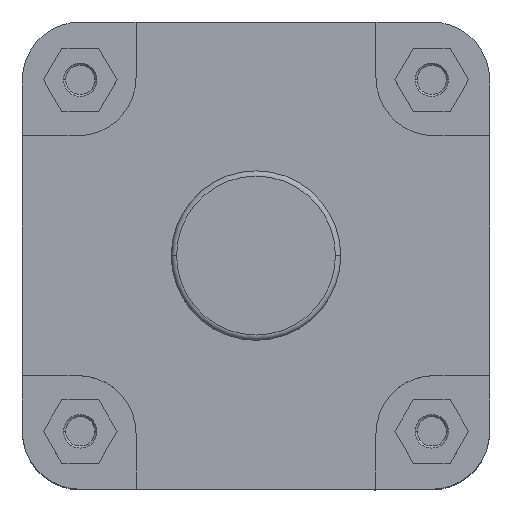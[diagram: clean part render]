
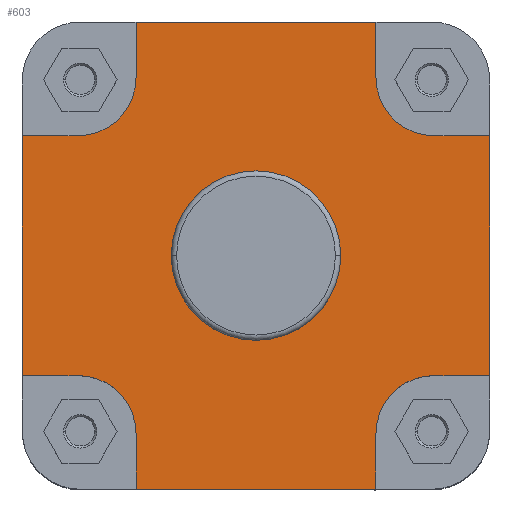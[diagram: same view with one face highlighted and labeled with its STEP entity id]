
A CAD part, top view. The second image highlights one B-rep face of the part: STEP entity #603.
In plain terms, the highlighted planar face has unit normal (0, 0, 1).
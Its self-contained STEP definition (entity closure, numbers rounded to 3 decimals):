
#164 = EDGE_LOOP ( 'NONE', ( #3259, #3272, #3268, #3233, #3228, #3260, #3337, #3224, #3229, #3251, #3292, #3275, #3335, #3322, #3269, #3267 ) ) ;
#169 = EDGE_LOOP ( 'NONE', ( #3297, #3319 ) ) ;
#603 = ADVANCED_FACE ( 'NONE', ( #7001, #7000 ), #2088, .F. ) ;
#859 = CARTESIAN_POINT ( 'NONE',  ( -83.75, 83.75, -65.368 ) ) ;
#864 = CARTESIAN_POINT ( 'NONE',  ( -83.75, 56.5, -65.368 ) ) ;
#865 = DIRECTION ( 'NONE',  ( 1., 0., 0. ) ) ;
#866 = DIRECTION ( 'NONE',  ( 0., 0., 1. ) ) ;
#867 = DIRECTION ( 'NONE',  ( -1., 0., 0. ) ) ;
#868 = CARTESIAN_POINT ( 'NONE',  ( -56.5, 110., -65.368 ) ) ;
#869 = DIRECTION ( 'NONE',  ( 0., 1., 0. ) ) ;
#870 = CARTESIAN_POINT ( 'NONE',  ( 0., 110., -65.368 ) ) ;
#871 = DIRECTION ( 'NONE',  ( 1., 0., 0. ) ) ;
#872 = CARTESIAN_POINT ( 'NONE',  ( 56.5, 83.75, -65.368 ) ) ;
#873 = DIRECTION ( 'NONE',  ( 0., -1., 0. ) ) ;
#874 = CARTESIAN_POINT ( 'NONE',  ( 83.75, 83.75, -65.368 ) ) ;
#875 = DIRECTION ( 'NONE',  ( 0., 0., 1. ) ) ;
#876 = DIRECTION ( 'NONE',  ( -1., 0., 0. ) ) ;
#877 = CARTESIAN_POINT ( 'NONE',  ( 110., 56.5, -65.368 ) ) ;
#878 = DIRECTION ( 'NONE',  ( 1., 0., 0. ) ) ;
#881 = CARTESIAN_POINT ( 'NONE',  ( 110., -242.141, -65.368 ) ) ;
#882 = DIRECTION ( 'NONE',  ( 0., -1., 0. ) ) ;
#883 = CARTESIAN_POINT ( 'NONE',  ( 56.5, -110., -65.368 ) ) ;
#884 = CARTESIAN_POINT ( 'NONE',  ( 83.75, -56.5, -65.368 ) ) ;
#885 = DIRECTION ( 'NONE',  ( -1., 0., 0. ) ) ;
#886 = CARTESIAN_POINT ( 'NONE',  ( 83.75, -83.75, -65.368 ) ) ;
#887 = DIRECTION ( 'NONE',  ( 0., 0., 1. ) ) ;
#888 = DIRECTION ( 'NONE',  ( -1., 0., 0. ) ) ;
#889 = DIRECTION ( 'NONE',  ( 0., -1., 0. ) ) ;
#890 = CARTESIAN_POINT ( 'NONE',  ( 0., 0., -65.368 ) ) ;
#891 = CARTESIAN_POINT ( 'NONE',  ( 0., -110., -65.368 ) ) ;
#892 = DIRECTION ( 'NONE',  ( 1., 0., 0. ) ) ;
#893 = CARTESIAN_POINT ( 'NONE',  ( -83.75, -83.75, -65.368 ) ) ;
#895 = DIRECTION ( 'NONE',  ( 0., 0., 1. ) ) ;
#896 = DIRECTION ( 'NONE',  ( -1., 0., 0. ) ) ;
#897 = CARTESIAN_POINT ( 'NONE',  ( -110., -242.141, -65.368 ) ) ;
#898 = DIRECTION ( 'NONE',  ( 0., -1., 0. ) ) ;
#899 = CARTESIAN_POINT ( 'NONE',  ( -110., -56.5, -65.368 ) ) ;
#900 = DIRECTION ( 'NONE',  ( -1., 0., 0. ) ) ;
#902 = DIRECTION ( 'NONE',  ( 0., 0., 1. ) ) ;
#903 = DIRECTION ( 'NONE',  ( 1., 0., 0. ) ) ;
#904 = CARTESIAN_POINT ( 'NONE',  ( -56.5, -83.75, -65.368 ) ) ;
#905 = DIRECTION ( 'NONE',  ( 0., 1., 0. ) ) ;
#1027 = CARTESIAN_POINT ( 'NONE',  ( 0., 0., -65.368 ) ) ;
#1032 = DIRECTION ( 'NONE',  ( 0., 0., 1. ) ) ;
#1033 = DIRECTION ( 'NONE',  ( 1., 0., 0. ) ) ;
#1934 = VERTEX_POINT ( 'NONE', #5318 ) ;
#2011 = VERTEX_POINT ( 'NONE', #5214 ) ;
#2040 = DIRECTION ( 'NONE',  ( -1., 0., 0. ) ) ;
#2088 = PLANE ( 'NONE',  #4097 ) ;
#2102 = CARTESIAN_POINT ( 'NONE',  ( 0., 39.9, -65.368 ) ) ;
#2117 = DIRECTION ( 'NONE',  ( 0., 0., -1. ) ) ;
#2160 = VERTEX_POINT ( 'NONE', #5770 ) ;
#2179 = VERTEX_POINT ( 'NONE', #5251 ) ;
#2660 = VERTEX_POINT ( 'NONE', #5300 ) ;
#2687 = VERTEX_POINT ( 'NONE', #5233 ) ;
#2689 = VERTEX_POINT ( 'NONE', #5269 ) ;
#2851 = VERTEX_POINT ( 'NONE', #5752 ) ;
#2853 = VERTEX_POINT ( 'NONE', #5680 ) ;
#2870 = VERTEX_POINT ( 'NONE', #5610 ) ;
#2884 = VERTEX_POINT ( 'NONE', #5579 ) ;
#2886 = VERTEX_POINT ( 'NONE', #5586 ) ;
#2903 = VERTEX_POINT ( 'NONE', #5596 ) ;
#2933 = VERTEX_POINT ( 'NONE', #5517 ) ;
#2941 = VERTEX_POINT ( 'NONE', #5516 ) ;
#2948 = VERTEX_POINT ( 'NONE', #5582 ) ;
#2950 = VERTEX_POINT ( 'NONE', #5571 ) ;
#3072 = VERTEX_POINT ( 'NONE', #5758 ) ;
#3224 = ORIENTED_EDGE ( 'NONE', *, *, #3556, .F. ) ;
#3228 = ORIENTED_EDGE ( 'NONE', *, *, #3559, .T. ) ;
#3229 = ORIENTED_EDGE ( 'NONE', *, *, #3555, .F. ) ;
#3233 = ORIENTED_EDGE ( 'NONE', *, *, #3564, .F. ) ;
#3251 = ORIENTED_EDGE ( 'NONE', *, *, #3553, .F. ) ;
#3259 = ORIENTED_EDGE ( 'NONE', *, *, #3561, .T. ) ;
#3260 = ORIENTED_EDGE ( 'NONE', *, *, #3558, .F. ) ;
#3267 = ORIENTED_EDGE ( 'NONE', *, *, #3547, .F. ) ;
#3268 = ORIENTED_EDGE ( 'NONE', *, *, #3560, .F. ) ;
#3269 = ORIENTED_EDGE ( 'NONE', *, *, #3548, .F. ) ;
#3272 = ORIENTED_EDGE ( 'NONE', *, *, #3562, .F. ) ;
#3275 = ORIENTED_EDGE ( 'NONE', *, *, #3551, .F. ) ;
#3292 = ORIENTED_EDGE ( 'NONE', *, *, #3552, .F. ) ;
#3297 = ORIENTED_EDGE ( 'NONE', *, *, #3622, .F. ) ;
#3319 = ORIENTED_EDGE ( 'NONE', *, *, #3563, .F. ) ;
#3322 = ORIENTED_EDGE ( 'NONE', *, *, #3549, .F. ) ;
#3335 = ORIENTED_EDGE ( 'NONE', *, *, #3550, .F. ) ;
#3337 = ORIENTED_EDGE ( 'NONE', *, *, #3557, .F. ) ;
#3547 = EDGE_CURVE ( 'NONE', #3072, #2870, #4551, .T. ) ;
#3548 = EDGE_CURVE ( 'NONE', #2870, #2886, #4559, .T. ) ;
#3549 = EDGE_CURVE ( 'NONE', #2886, #2660, #4544, .T. ) ;
#3550 = EDGE_CURVE ( 'NONE', #2660, #2933, #4560, .T. ) ;
#3551 = EDGE_CURVE ( 'NONE', #2933, #2160, #4562, .T. ) ;
#3552 = EDGE_CURVE ( 'NONE', #2160, #2853, #4566, .T. ) ;
#3553 = EDGE_CURVE ( 'NONE', #2853, #2179, #4558, .T. ) ;
#3555 = EDGE_CURVE ( 'NONE', #2179, #2903, #4569, .T. ) ;
#3556 = EDGE_CURVE ( 'NONE', #2903, #2851, #4571, .T. ) ;
#3557 = EDGE_CURVE ( 'NONE', #2851, #1934, #4575, .T. ) ;
#3558 = EDGE_CURVE ( 'NONE', #1934, #2948, #4574, .T. ) ;
#3559 = EDGE_CURVE ( 'NONE', #2011, #2948, #4576, .T. ) ;
#3560 = EDGE_CURVE ( 'NONE', #2689, #2687, #4581, .T. ) ;
#3561 = EDGE_CURVE ( 'NONE', #3072, #2941, #4565, .T. ) ;
#3562 = EDGE_CURVE ( 'NONE', #2687, #2941, #4582, .T. ) ;
#3563 = EDGE_CURVE ( 'NONE', #2884, #2950, #4586, .T. ) ;
#3564 = EDGE_CURVE ( 'NONE', #2011, #2689, #4579, .T. ) ;
#3622 = EDGE_CURVE ( 'NONE', #2950, #2884, #4692, .T. ) ;
#4097 = AXIS2_PLACEMENT_3D ( 'NONE', #2102, #2117, #2040 ) ;
#4195 = AXIS2_PLACEMENT_3D ( 'NONE', #874, #875, #876 ) ;
#4198 = AXIS2_PLACEMENT_3D ( 'NONE', #859, #866, #867 ) ;
#4199 = AXIS2_PLACEMENT_3D ( 'NONE', #886, #887, #888 ) ;
#4200 = AXIS2_PLACEMENT_3D ( 'NONE', #893, #895, #896 ) ;
#4201 = AXIS2_PLACEMENT_3D ( 'NONE', #890, #902, #903 ) ;
#4211 = AXIS2_PLACEMENT_3D ( 'NONE', #1027, #1032, #1033 ) ;
#4544 = LINE ( 'NONE', #868, #4556 ) ;
#4551 = LINE ( 'NONE', #864, #4554 ) ;
#4552 = VECTOR ( 'NONE', #878, 1000. ) ;
#4554 = VECTOR ( 'NONE', #865, 1000. ) ;
#4556 = VECTOR ( 'NONE', #869, 1000. ) ;
#4558 = LINE ( 'NONE', #877, #4552 ) ;
#4559 = CIRCLE ( 'NONE', #4198, 27.25 ) ;
#4560 = LINE ( 'NONE', #870, #4561 ) ;
#4561 = VECTOR ( 'NONE', #871, 1000. ) ;
#4562 = LINE ( 'NONE', #872, #4563 ) ;
#4563 = VECTOR ( 'NONE', #873, 1000. ) ;
#4564 = VECTOR ( 'NONE', #889, 1000. ) ;
#4565 = LINE ( 'NONE', #897, #4573 ) ;
#4566 = CIRCLE ( 'NONE', #4195, 27.25 ) ;
#4569 = LINE ( 'NONE', #881, #4570 ) ;
#4570 = VECTOR ( 'NONE', #882, 1000. ) ;
#4571 = LINE ( 'NONE', #884, #4572 ) ;
#4572 = VECTOR ( 'NONE', #885, 1000. ) ;
#4573 = VECTOR ( 'NONE', #898, 1000. ) ;
#4574 = LINE ( 'NONE', #883, #4564 ) ;
#4575 = CIRCLE ( 'NONE', #4199, 27.25 ) ;
#4576 = LINE ( 'NONE', #891, #4577 ) ;
#4577 = VECTOR ( 'NONE', #892, 1000. ) ;
#4579 = LINE ( 'NONE', #904, #4580 ) ;
#4580 = VECTOR ( 'NONE', #905, 1000. ) ;
#4581 = CIRCLE ( 'NONE', #4200, 27.25 ) ;
#4582 = LINE ( 'NONE', #899, #4583 ) ;
#4583 = VECTOR ( 'NONE', #900, 1000. ) ;
#4586 = CIRCLE ( 'NONE', #4201, 39.9 ) ;
#4692 = CIRCLE ( 'NONE', #4211, 39.9 ) ;
#5214 = CARTESIAN_POINT ( 'NONE',  ( -56.5, -110., -65.368 ) ) ;
#5233 = CARTESIAN_POINT ( 'NONE',  ( -83.75, -56.5, -65.368 ) ) ;
#5251 = CARTESIAN_POINT ( 'NONE',  ( 110., 56.5, -65.368 ) ) ;
#5269 = CARTESIAN_POINT ( 'NONE',  ( -56.5, -83.75, -65.368 ) ) ;
#5300 = CARTESIAN_POINT ( 'NONE',  ( -56.5, 110., -65.368 ) ) ;
#5318 = CARTESIAN_POINT ( 'NONE',  ( 56.5, -83.75, -65.368 ) ) ;
#5516 = CARTESIAN_POINT ( 'NONE',  ( -110., -56.5, -65.368 ) ) ;
#5517 = CARTESIAN_POINT ( 'NONE',  ( 56.5, 110., -65.368 ) ) ;
#5571 = CARTESIAN_POINT ( 'NONE',  ( 39.9, 0., -65.368 ) ) ;
#5579 = CARTESIAN_POINT ( 'NONE',  ( -39.9, 0., -65.368 ) ) ;
#5582 = CARTESIAN_POINT ( 'NONE',  ( 56.5, -110., -65.368 ) ) ;
#5586 = CARTESIAN_POINT ( 'NONE',  ( -56.5, 83.75, -65.368 ) ) ;
#5596 = CARTESIAN_POINT ( 'NONE',  ( 110., -56.5, -65.368 ) ) ;
#5610 = CARTESIAN_POINT ( 'NONE',  ( -83.75, 56.5, -65.368 ) ) ;
#5680 = CARTESIAN_POINT ( 'NONE',  ( 83.75, 56.5, -65.368 ) ) ;
#5752 = CARTESIAN_POINT ( 'NONE',  ( 83.75, -56.5, -65.368 ) ) ;
#5758 = CARTESIAN_POINT ( 'NONE',  ( -110., 56.5, -65.368 ) ) ;
#5770 = CARTESIAN_POINT ( 'NONE',  ( 56.5, 83.75, -65.368 ) ) ;
#7000 = FACE_OUTER_BOUND ( 'NONE', #164, .T. ) ;
#7001 = FACE_BOUND ( 'NONE', #169, .T. ) ;
